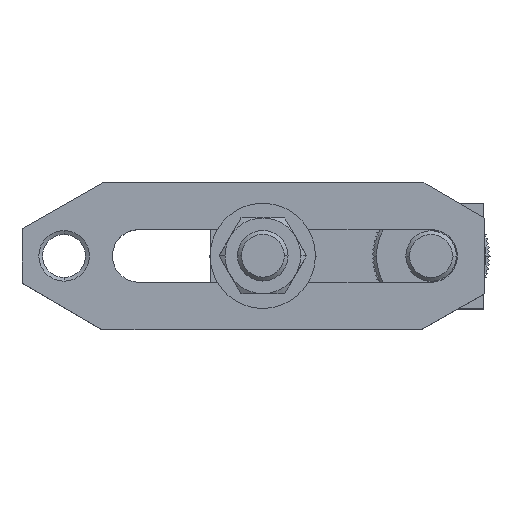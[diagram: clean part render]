
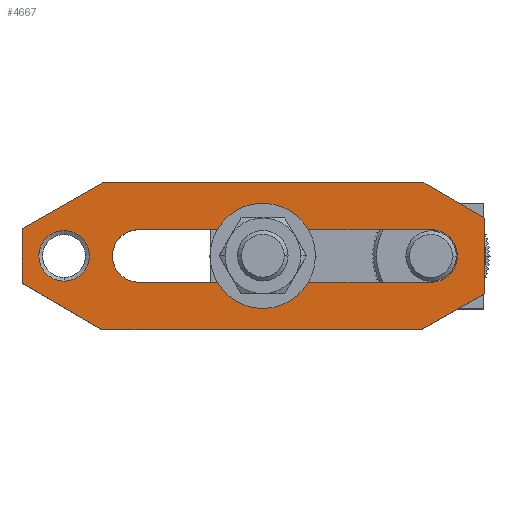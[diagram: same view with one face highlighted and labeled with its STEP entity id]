
A CAD part, top view. The second image highlights one B-rep face of the part: STEP entity #4667.
In plain terms, the highlighted planar face has unit normal (0, 0, 1).
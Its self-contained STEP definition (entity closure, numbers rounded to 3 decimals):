
#2397=EDGE_CURVE('',#5899,#2577,#6540,.T.);
#2509=EDGE_CURVE('',#3595,#5899,#6663,.T.);
#2577=VERTEX_POINT('',#6738);
#2701=VERTEX_POINT('',#6878);
#2917=EDGE_CURVE('',#4765,#3349,#7119,.T.);
#2993=VERTEX_POINT('',#7198);
#3051=EDGE_CURVE('',#5245,#4713,#7262,.T.);
#3253=VERTEX_POINT('',#7484);
#3337=EDGE_CURVE('',#4869,#2993,#7573,.T.);
#3349=VERTEX_POINT('',#7586);
#3481=VERTEX_POINT('',#7729);
#3595=VERTEX_POINT('',#7856);
#3707=EDGE_CURVE('',#2577,#5143,#7978,.T.);
#3779=EDGE_CURVE('',#3253,#6077,#8057,.T.);
#3841=EDGE_CURVE('',#5143,#3595,#8122,.T.);
#3925=EDGE_CURVE('',#3481,#4869,#8212,.T.);
#4667=ADVANCED_FACE('',(#9023,#9024,#9025),#9026,.T.);
#4669=EDGE_CURVE('',#6077,#3481,#9028,.T.);
#4713=VERTEX_POINT('',#9077);
#4765=VERTEX_POINT('',#9134);
#4869=VERTEX_POINT('',#9250);
#5143=VERTEX_POINT('',#9553);
#5245=VERTEX_POINT('',#9666);
#5277=EDGE_CURVE('',#4713,#5245,#9704,.T.);
#5753=EDGE_CURVE('',#3349,#3253,#10216,.T.);
#5899=VERTEX_POINT('',#10373);
#5931=EDGE_CURVE('',#2701,#4765,#10409,.T.);
#6077=VERTEX_POINT('',#10566);
#6091=EDGE_CURVE('',#2993,#2701,#10581,.T.);
#6540=LINE('',#11419,#11420);
#6663=CIRCLE('',#11669,6.25);
#6738=CARTESIAN_POINT('',(-29.5,-6.25,85.0));
#6878=CARTESIAN_POINT('',(52.75,-9.0,85.0));
#7119=LINE('',#12650,#12651);
#7198=CARTESIAN_POINT('',(52.75,9.0,85.0));
#7262=CIRCLE('',#12993,6.);
#7484=CARTESIAN_POINT('',(-57.25,-6.5,85.0));
#7573=LINE('',#13654,#13655);
#7586=CARTESIAN_POINT('',(-38.25,-17.5,85.0));
#7729=CARTESIAN_POINT('',(-37.838,17.5,85.0));
#7856=CARTESIAN_POINT('',(40.0,6.25,85.0));
#7978=CIRCLE('',#14479,6.25);
#8057=LINE('',#14610,#14611);
#8122=LINE('',#14781,#14782);
#8212=LINE('',#14994,#14995);
#9023=FACE_BOUND('',#16589,.T.);
#9024=FACE_BOUND('',#16590,.T.);
#9025=FACE_OUTER_BOUND('',#16591,.T.);
#9026=PLANE('',#16592);
#9028=LINE('',#16595,#16596);
#9077=CARTESIAN_POINT('',(-47.25,6.0,85.0));
#9134=CARTESIAN_POINT('',(37.75,-17.5,85.0));
#9250=CARTESIAN_POINT('',(38.068,17.5,85.0));
#9553=CARTESIAN_POINT('',(-29.5,6.25,85.0));
#9666=CARTESIAN_POINT('',(-47.25,-6.,85.0));
#9704=CIRCLE('',#17878,6.);
#10216=LINE('',#19020,#19021);
#10373=CARTESIAN_POINT('',(40.0,-6.25,85.0));
#10409=LINE('',#19386,#19387);
#10566=CARTESIAN_POINT('',(-57.25,6.5,85.0));
#10581=LINE('',#19747,#19748);
#11419=CARTESIAN_POINT('',(19.304,-6.25,85.0));
#11420=VECTOR('',#20202,1.0);
#11669=AXIS2_PLACEMENT_3D('',#20322,#20323,#20324);
#12650=CARTESIAN_POINT('',(-38.25,-17.5,85.0));
#12651=VECTOR('',#20797,1.0);
#12993=AXIS2_PLACEMENT_3D('',#20915,#20916,#20917);
#13654=CARTESIAN_POINT('',(52.75,9.0,85.0));
#13655=VECTOR('',#21197,1.0);
#14479=AXIS2_PLACEMENT_3D('',#21590,#21591,#21592);
#14610=CARTESIAN_POINT('',(-57.25,6.5,85.0));
#14611=VECTOR('',#21657,1.0);
#14781=CARTESIAN_POINT('',(-15.446,6.25,85.0));
#14782=VECTOR('',#21694,1.0);
#14994=CARTESIAN_POINT('',(38.068,17.5,85.0));
#14995=VECTOR('',#21771,1.0);
#16589=EDGE_LOOP('',(#22948,#22949));
#16590=EDGE_LOOP('',(#22950,#22951,#22952,#22953));
#16591=EDGE_LOOP('',(#22954,#22955,#22956,#22957,#22958,#22959,#22960,#22961));
#16592=AXIS2_PLACEMENT_3D('',#22962,#22963,#22964);
#16595=CARTESIAN_POINT('',(-37.838,17.5,85.0));
#16596=VECTOR('',#22965,1.0);
#17878=AXIS2_PLACEMENT_3D('',#23762,#23763,#23764);
#19020=CARTESIAN_POINT('',(-57.25,-6.5,85.0));
#19021=VECTOR('',#24191,1.0);
#19386=CARTESIAN_POINT('',(37.75,-17.5,85.0));
#19387=VECTOR('',#24353,1.0);
#19747=CARTESIAN_POINT('',(52.75,-9.0,85.0));
#19748=VECTOR('',#24498,1.0);
#20202=DIRECTION('',(-1.0,0.0,0.0));
#20322=CARTESIAN_POINT('',(40.0,0.0,85.0));
#20323=DIRECTION('',(0.0,0.0,-1.0));
#20324=DIRECTION('',(0.0,1.0,0.0));
#20797=DIRECTION('',(-1.0,0.0,0.0));
#20915=CARTESIAN_POINT('',(-47.25,0.0,85.0));
#20916=DIRECTION('',(0.0,0.0,-1.0));
#20917=DIRECTION('',(0.,1.0,0.0));
#21197=DIRECTION('',(0.865,-0.501,0.0));
#21590=CARTESIAN_POINT('',(-29.5,0.0,85.0));
#21591=DIRECTION('',(0.0,0.0,-1.0));
#21592=DIRECTION('',(0.0,-1.0,0.0));
#21657=DIRECTION('',(0.0,1.0,0.0));
#21694=DIRECTION('',(1.0,0.0,0.0));
#21771=DIRECTION('',(1.0,0.0,0.0));
#22948=ORIENTED_EDGE('',*,*,#5277,.T.);
#22949=ORIENTED_EDGE('',*,*,#3051,.T.);
#22950=ORIENTED_EDGE('',*,*,#3707,.T.);
#22951=ORIENTED_EDGE('',*,*,#3841,.T.);
#22952=ORIENTED_EDGE('',*,*,#2509,.T.);
#22953=ORIENTED_EDGE('',*,*,#2397,.T.);
#22954=ORIENTED_EDGE('',*,*,#5931,.F.);
#22955=ORIENTED_EDGE('',*,*,#6091,.F.);
#22956=ORIENTED_EDGE('',*,*,#3337,.F.);
#22957=ORIENTED_EDGE('',*,*,#3925,.F.);
#22958=ORIENTED_EDGE('',*,*,#4669,.F.);
#22959=ORIENTED_EDGE('',*,*,#3779,.F.);
#22960=ORIENTED_EDGE('',*,*,#5753,.F.);
#22961=ORIENTED_EDGE('',*,*,#2917,.F.);
#22962=CARTESIAN_POINT('',(-1.391,-0.004,85.0));
#22963=DIRECTION('',(0.0,0.0,1.0));
#22964=DIRECTION('',(1.0,0.0,0.0));
#22965=DIRECTION('',(0.87,0.493,0.0));
#23762=CARTESIAN_POINT('',(-47.25,0.0,85.0));
#23763=DIRECTION('',(0.0,0.0,-1.0));
#23764=DIRECTION('',(0.,1.0,0.0));
#24191=DIRECTION('',(-0.865,0.501,0.0));
#24353=DIRECTION('',(-0.87,-0.493,0.0));
#24498=DIRECTION('',(0.0,-1.0,0.0));
